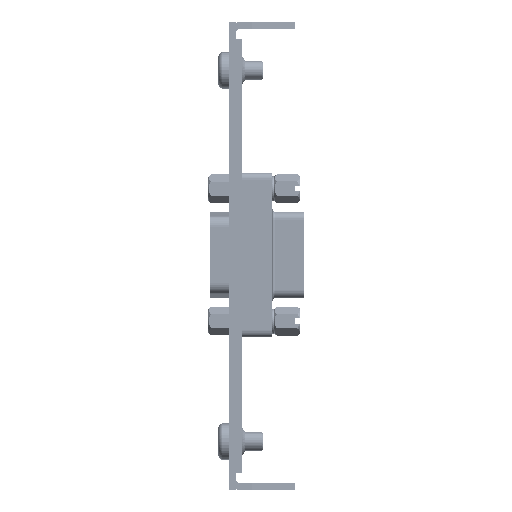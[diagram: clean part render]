
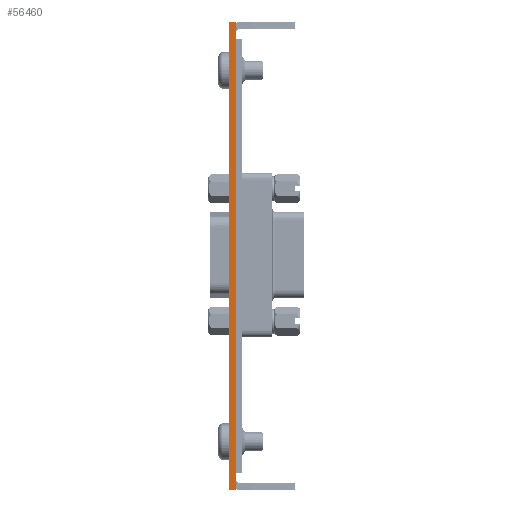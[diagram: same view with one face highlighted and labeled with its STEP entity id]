
A CAD part, left-side view. The second image highlights one B-rep face of the part: STEP entity #56460.
In plain terms, the highlighted planar face has unit normal (-1, 0, 0).
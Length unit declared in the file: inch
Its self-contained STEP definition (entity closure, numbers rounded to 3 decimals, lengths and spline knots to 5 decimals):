
#2249 = LINE ( 'NONE', #23139, #26896 ) ;
#3667 = VERTEX_POINT ( 'NONE', #40420 ) ;
#6507 = VERTEX_POINT ( 'NONE', #23992 ) ;
#7088 = EDGE_CURVE ( 'NONE', #16053, #3667, #33896, .T. ) ;
#9050 = ORIENTED_EDGE ( 'NONE', *, *, #7088, .T. ) ;
#9854 = CARTESIAN_POINT ( 'NONE',  ( -9.5, 0., -1.74 ) ) ;
#10558 = DIRECTION ( 'NONE',  ( -1., 0., 0. ) ) ;
#10712 = CARTESIAN_POINT ( 'NONE',  ( -9.5, 0.05, 1.74 ) ) ;
#16053 = VERTEX_POINT ( 'NONE', #9854 ) ;
#16549 = AXIS2_PLACEMENT_3D ( 'NONE', #40003, #10558, #44952 ) ;
#18182 = DIRECTION ( 'NONE',  ( 0., 1., 0. ) ) ;
#19683 = EDGE_CURVE ( 'NONE', #6507, #30862, #51995, .T. ) ;
#20241 = EDGE_LOOP ( 'NONE', ( #52639, #38822, #56808, #9050 ) ) ;
#23139 = CARTESIAN_POINT ( 'NONE',  ( -9.5, -38.63213, -1.74 ) ) ;
#23220 = CARTESIAN_POINT ( 'NONE',  ( -9.5, 0.05, -1.74 ) ) ;
#23633 = DIRECTION ( 'NONE',  ( 0., 0., 1. ) ) ;
#23992 = CARTESIAN_POINT ( 'NONE',  ( -9.5, 0.05, -1.74 ) ) ;
#24972 = EDGE_CURVE ( 'NONE', #16053, #6507, #2249, .T. ) ;
#26896 = VECTOR ( 'NONE', #18182, 39.37008 ) ;
#29372 = EDGE_CURVE ( 'NONE', #3667, #30862, #58143, .T. ) ;
#30862 = VERTEX_POINT ( 'NONE', #10712 ) ;
#33896 = LINE ( 'NONE', #56277, #45431 ) ;
#35925 = CARTESIAN_POINT ( 'NONE',  ( -9.5, -38.63213, 1.74 ) ) ;
#36338 = DIRECTION ( 'NONE',  ( 0., 1., 0. ) ) ;
#38822 = ORIENTED_EDGE ( 'NONE', *, *, #19683, .F. ) ;
#40003 = CARTESIAN_POINT ( 'NONE',  ( -9.5, -38.63213, -1.74 ) ) ;
#40420 = CARTESIAN_POINT ( 'NONE',  ( -9.5, 0., 1.74 ) ) ;
#44705 = PLANE ( 'NONE',  #16549 ) ;
#44952 = DIRECTION ( 'NONE',  ( 0., 0., 1. ) ) ;
#45110 = VECTOR ( 'NONE', #36338, 39.37008 ) ;
#45205 = FACE_OUTER_BOUND ( 'NONE', #20241, .T. ) ;
#45431 = VECTOR ( 'NONE', #23633, 39.37008 ) ;
#50481 = VECTOR ( 'NONE', #52380, 39.37008 ) ;
#51995 = LINE ( 'NONE', #23220, #50481 ) ;
#52380 = DIRECTION ( 'NONE',  ( 0., 0., 1. ) ) ;
#52639 = ORIENTED_EDGE ( 'NONE', *, *, #29372, .T. ) ;
#56277 = CARTESIAN_POINT ( 'NONE',  ( -9.5, 0., -1.74 ) ) ;
#56460 = ADVANCED_FACE ( 'NONE', ( #45205 ), #44705, .T. ) ;
#56808 = ORIENTED_EDGE ( 'NONE', *, *, #24972, .F. ) ;
#58143 = LINE ( 'NONE', #35925, #45110 ) ;
